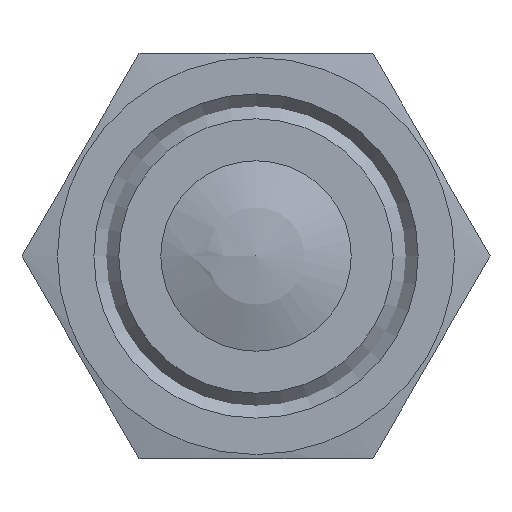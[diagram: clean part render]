
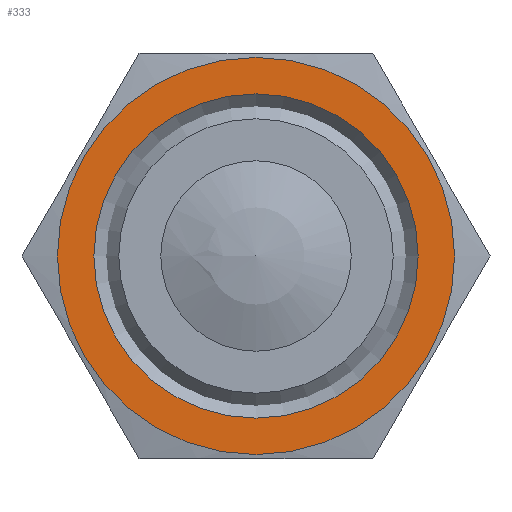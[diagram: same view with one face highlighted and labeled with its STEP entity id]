
A CAD part, left-side view. The second image highlights one B-rep face of the part: STEP entity #333.
In plain terms, the highlighted face is planar.
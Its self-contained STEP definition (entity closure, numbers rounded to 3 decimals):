
#109=ORIENTED_EDGE('',*,*,#167,.F.);
#110=ORIENTED_EDGE('',*,*,#160,.T.);
#160=EDGE_CURVE('',#195,#195,#218,.T.);
#167=EDGE_CURVE('',#202,#202,#219,.T.);
#195=VERTEX_POINT('',#588);
#202=VERTEX_POINT('',#623);
#218=CIRCLE('',#398,4.9);
#219=CIRCLE('',#400,4.);
#250=EDGE_LOOP('',(#109));
#251=EDGE_LOOP('',(#110));
#292=FACE_BOUND('',#250,.T.);
#293=FACE_BOUND('',#251,.T.);
#311=PLANE('',#399);
#333=ADVANCED_FACE('',(#292,#293),#311,.F.);
#398=AXIS2_PLACEMENT_3D('',#587,#474,#475);
#399=AXIS2_PLACEMENT_3D('',#621,#476,#477);
#400=AXIS2_PLACEMENT_3D('',#622,#478,#479);
#474=DIRECTION('',(1.,0.,0.));
#475=DIRECTION('',(0.,0.,-1.));
#476=DIRECTION('',(-1.,0.,0.));
#477=DIRECTION('',(0.,0.,1.));
#478=DIRECTION('',(1.,0.,0.));
#479=DIRECTION('',(0.,0.,-1.));
#587=CARTESIAN_POINT('',(3.,0.,0.));
#588=CARTESIAN_POINT('',(3.,0.,-4.9));
#621=CARTESIAN_POINT('',(3.,4.9,0.));
#622=CARTESIAN_POINT('',(3.,0.,0.));
#623=CARTESIAN_POINT('',(3.,0.,-4.));
